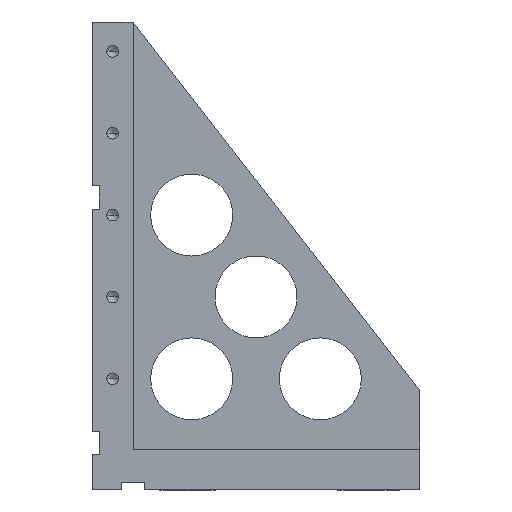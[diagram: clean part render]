
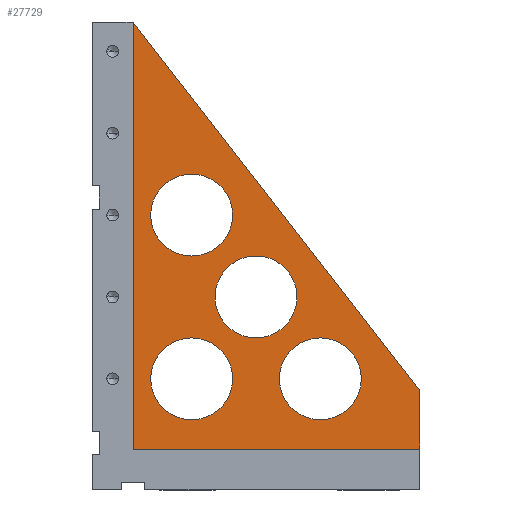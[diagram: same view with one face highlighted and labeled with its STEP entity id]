
A CAD part, front view. The second image highlights one B-rep face of the part: STEP entity #27729.
In plain terms, the highlighted planar face has unit normal (0, -1, 0).
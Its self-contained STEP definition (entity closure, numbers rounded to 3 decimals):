
#11769=VERTEX_POINT('',#32624);
#11953=VERTEX_POINT('',#32826);
#12869=VERTEX_POINT('',#33852);
#14373=VERTEX_POINT('',#35547);
#14467=VERTEX_POINT('',#35651);
#14785=EDGE_CURVE('',#18745,#12869,#36012,.T.);
#16587=EDGE_CURVE('',#21947,#11953,#38026,.T.);
#16793=EDGE_CURVE('',#28641,#11769,#38262,.T.);
#18327=EDGE_CURVE('',#11769,#28641,#39962,.T.);
#18745=VERTEX_POINT('',#40430);
#19193=VERTEX_POINT('',#40925);
#19351=EDGE_CURVE('',#29653,#14467,#41097,.T.);
#20479=EDGE_CURVE('',#26553,#14373,#42371,.T.);
#21947=VERTEX_POINT('',#44022);
#22235=EDGE_CURVE('',#11953,#21947,#44344,.T.);
#26013=VERTEX_POINT('',#48540);
#26553=VERTEX_POINT('',#49147);
#27119=EDGE_CURVE('',#12869,#26553,#49780,.T.);
#27729=ADVANCED_FACE('',(#50456,#50457,#50458,#50459,#50460),#50461,.T.);
#27793=EDGE_CURVE('',#26013,#19193,#50532,.T.);
#28641=VERTEX_POINT('',#51475);
#28987=EDGE_CURVE('',#14467,#29653,#51868,.T.);
#29653=VERTEX_POINT('',#52610);
#30055=EDGE_CURVE('',#14373,#18745,#53064,.T.);
#30457=EDGE_CURVE('',#19193,#26013,#53521,.T.);
#32624=CARTESIAN_POINT('',(160.0,-10.,95.0));
#32826=CARTESIAN_POINT('',(50.0,-10.,95.0));
#33852=CARTESIAN_POINT('',(280.0,-10.,85.184));
#35547=CARTESIAN_POINT('',(35.0,-10.,35.0));
#35651=CARTESIAN_POINT('',(105.0,-10.,165.0));
#36012=LINE('',#60556,#60557);
#38026=CIRCLE('',#63195,35.0);
#38262=CIRCLE('',#63488,35.0);
#39962=CIRCLE('',#65711,35.0);
#40430=CARTESIAN_POINT('',(35.0,-10.,400.0));
#40925=CARTESIAN_POINT('',(50.0,-10.,235.0));
#41097=CIRCLE('',#67185,35.0);
#42371=LINE('',#68815,#68816);
#44022=CARTESIAN_POINT('',(120.0,-10.,95.0));
#44344=CIRCLE('',#71348,35.0);
#48540=CARTESIAN_POINT('',(120.0,-10.,235.0));
#49147=CARTESIAN_POINT('',(280.0,-10.,35.0));
#49780=LINE('',#78413,#78414);
#50456=FACE_BOUND('',#79298,.T.);
#50457=FACE_BOUND('',#79299,.T.);
#50458=FACE_BOUND('',#79300,.T.);
#50459=FACE_BOUND('',#79301,.T.);
#50460=FACE_OUTER_BOUND('',#79302,.T.);
#50461=PLANE('',#79303);
#50532=CIRCLE('',#79390,35.0);
#51475=CARTESIAN_POINT('',(230.0,-10.,95.0));
#51868=CIRCLE('',#81090,35.0);
#52610=CARTESIAN_POINT('',(175.0,-10.,165.0));
#53064=LINE('',#82635,#82636);
#53521=CIRCLE('',#83226,35.0);
#60556=CARTESIAN_POINT('',(280.0,-10.,85.184));
#60557=VECTOR('',#91052,1.0);
#63195=AXIS2_PLACEMENT_3D('',#93911,#93912,#93913);
#63488=AXIS2_PLACEMENT_3D('',#94266,#94267,#94268);
#65711=AXIS2_PLACEMENT_3D('',#96610,#96611,#96612);
#67185=AXIS2_PLACEMENT_3D('',#98120,#98121,#98122);
#68815=CARTESIAN_POINT('',(78.044,-10.,35.0));
#68816=VECTOR('',#99943,1.0);
#71348=AXIS2_PLACEMENT_3D('',#102721,#102722,#102723);
#78413=CARTESIAN_POINT('',(280.0,-10.,35.0));
#78414=VECTOR('',#110154,1.0);
#79298=EDGE_LOOP('',(#111053,#111054));
#79299=EDGE_LOOP('',(#111055,#111056));
#79300=EDGE_LOOP('',(#111057,#111058));
#79301=EDGE_LOOP('',(#111059,#111060));
#79302=EDGE_LOOP('',(#111061,#111062,#111063,#111064));
#79303=AXIS2_PLACEMENT_3D('',#111065,#111066,#111067);
#79390=AXIS2_PLACEMENT_3D('',#111161,#111162,#111163);
#81090=AXIS2_PLACEMENT_3D('',#113048,#113049,#113050);
#82635=CARTESIAN_POINT('',(35.0,-10.,288.638));
#82636=VECTOR('',#114752,1.0);
#83226=AXIS2_PLACEMENT_3D('',#115429,#115430,#115431);
#91052=DIRECTION('',(0.614,0.,-0.789));
#93911=CARTESIAN_POINT('',(85.0,-10.,95.0));
#93912=DIRECTION('',(0.0,1.0,0.));
#93913=DIRECTION('',(1.0,0.0,0.0));
#94266=CARTESIAN_POINT('',(195.0,-10.,95.0));
#94267=DIRECTION('',(0.0,1.0,0.));
#94268=DIRECTION('',(1.0,0.0,0.0));
#96610=CARTESIAN_POINT('',(195.0,-10.,95.0));
#96611=DIRECTION('',(0.0,1.0,0.));
#96612=DIRECTION('',(1.0,0.0,0.0));
#98120=CARTESIAN_POINT('',(140.0,-10.,165.0));
#98121=DIRECTION('',(0.0,1.0,0.));
#98122=DIRECTION('',(1.0,0.0,0.0));
#99943=DIRECTION('',(-1.0,0.0,0.0));
#102721=CARTESIAN_POINT('',(85.0,-10.,95.0));
#102722=DIRECTION('',(0.0,1.0,0.));
#102723=DIRECTION('',(1.0,0.0,0.0));
#110154=DIRECTION('',(0.0,0.,-1.0));
#111053=ORIENTED_EDGE('',*,*,#22235,.T.);
#111054=ORIENTED_EDGE('',*,*,#16587,.T.);
#111055=ORIENTED_EDGE('',*,*,#18327,.T.);
#111056=ORIENTED_EDGE('',*,*,#16793,.T.);
#111057=ORIENTED_EDGE('',*,*,#28987,.T.);
#111058=ORIENTED_EDGE('',*,*,#19351,.T.);
#111059=ORIENTED_EDGE('',*,*,#30457,.T.);
#111060=ORIENTED_EDGE('',*,*,#27793,.T.);
#111061=ORIENTED_EDGE('',*,*,#20479,.F.);
#111062=ORIENTED_EDGE('',*,*,#27119,.F.);
#111063=ORIENTED_EDGE('',*,*,#14785,.F.);
#111064=ORIENTED_EDGE('',*,*,#30055,.F.);
#111065=CARTESIAN_POINT('',(121.087,-10.,177.275));
#111066=DIRECTION('',(0.0,-1.0,0.));
#111067=DIRECTION('',(1.0,0.0,0.0));
#111161=CARTESIAN_POINT('',(85.0,-10.,235.0));
#111162=DIRECTION('',(0.0,1.0,0.));
#111163=DIRECTION('',(1.0,0.0,0.0));
#113048=CARTESIAN_POINT('',(140.0,-10.,165.0));
#113049=DIRECTION('',(0.0,1.0,0.));
#113050=DIRECTION('',(1.0,0.0,0.0));
#114752=DIRECTION('',(0.0,0.,1.0));
#115429=CARTESIAN_POINT('',(85.0,-10.,235.0));
#115430=DIRECTION('',(0.0,1.0,0.));
#115431=DIRECTION('',(1.0,0.0,0.0));
